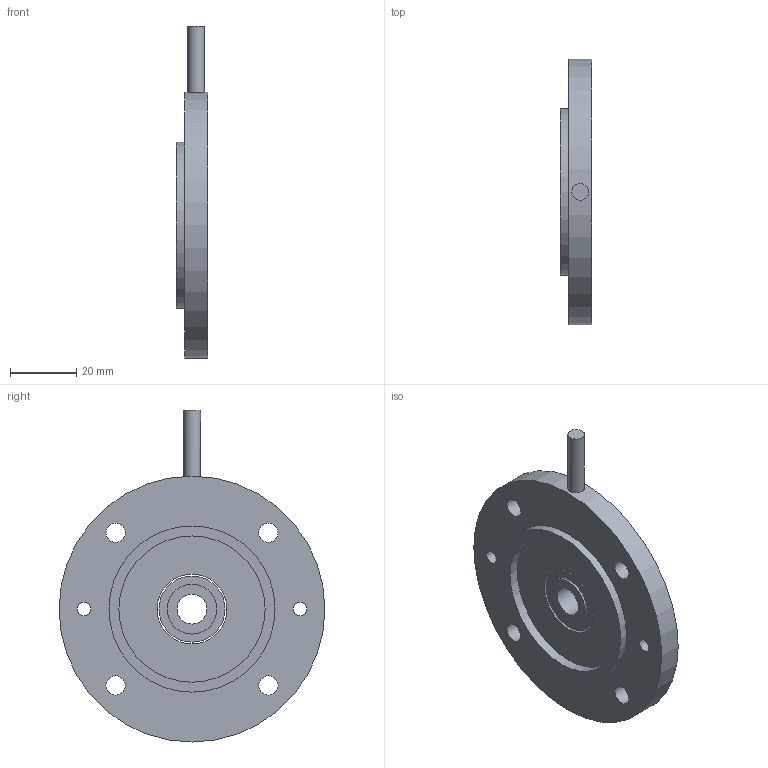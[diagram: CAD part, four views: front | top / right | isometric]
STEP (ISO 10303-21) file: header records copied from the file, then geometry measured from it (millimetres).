
FILE_DESCRIPTION(/* description */ (''),/* implementation_level */ '2;1');
FILE_NAME(/* name */ 'DN-0009701',/* time_stamp */ '2021-06-17T11:15:32+02:00',/* author */ (''),/* organization */ (''),/* preprocessor_version */ 'ST-DEVELOPER v16.5',/* originating_system */ 'HiCAD 2020 2501.2 Build 335',/* authorisation */ '');
FILE_SCHEMA (('AUTOMOTIVE_DESIGN { 1 0 10303 214 1 1 1 1 }'));
Length unit declared in the file: millimetre
Bounding box: 9.5 x 80 x 99.91 mm (x, y, z)
Volume: 32824.5 mm3; surface area: 15811.1 mm2
Topology: 4 solids, 4 shells, 33 faces, 59 edges, 40 vertices
Faces by surface type: cylinder 19, plane 14
Full cylindrical faces by diameter (mm): 4 x1, 4.019 x2, 5 x1, 5.8 x4, 9 x1, 15 x2, 19 x1, 19.9 x1, 21 x1, 43 x1, 44 x1, 50 x2, 80 x1
Entity records: 1135 total; most frequent: DIRECTION 142, CARTESIAN_POINT 109, PRESENTATION_STYLE_ASSIGNMENT 77, COLOUR_RGB 77, DRAUGHTING_PRE_DEFINED_CURVE_FONT 76, CURVE_STYLE 76, OVER_RIDING_STYLED_ITEM 76, ORIENTED_EDGE 76
